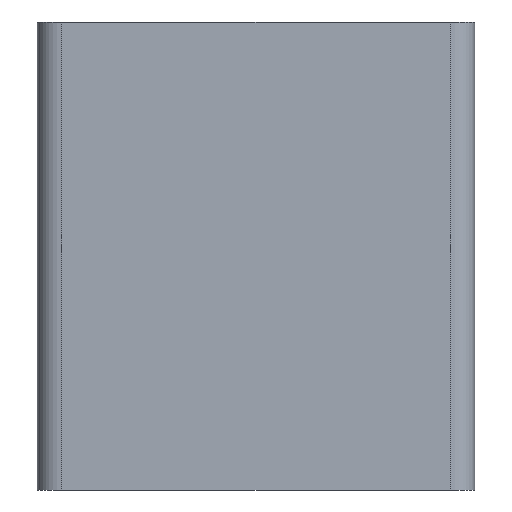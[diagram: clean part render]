
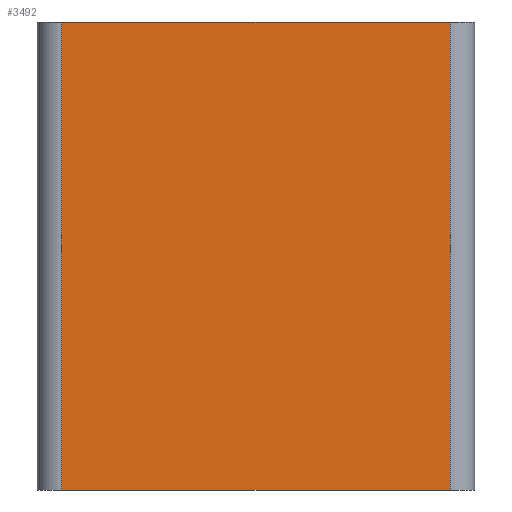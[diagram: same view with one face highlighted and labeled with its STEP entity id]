
A CAD part, left-side view. The second image highlights one B-rep face of the part: STEP entity #3492.
In plain terms, the highlighted planar face has unit normal (-1, 0, 0).
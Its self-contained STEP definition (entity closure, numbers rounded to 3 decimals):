
#18=DIRECTION('',(0.,-1.,0.));
#19=VECTOR('',#18,12.8);
#20=CARTESIAN_POINT('',(-6.75,6.4,-13.65));
#21=LINE('',#20,#19);
#417=DIRECTION('',(0.,0.,-1.));
#418=VECTOR('',#417,15.4);
#419=CARTESIAN_POINT('',(-6.75,6.4,1.75));
#420=LINE('',#419,#418);
#421=DIRECTION('',(0.,0.,-1.));
#422=VECTOR('',#421,15.4);
#423=CARTESIAN_POINT('',(-6.75,-6.4,1.75));
#424=LINE('',#423,#422);
#457=DIRECTION('',(0.,-1.,0.));
#458=VECTOR('',#457,12.8);
#459=CARTESIAN_POINT('',(-6.75,6.4,1.75));
#460=LINE('',#459,#458);
#2565=CARTESIAN_POINT('',(-6.75,6.4,-13.65));
#2567=VERTEX_POINT('',#2565);
#2571=CARTESIAN_POINT('',(-6.75,6.4,1.75));
#2572=VERTEX_POINT('',#2571);
#2582=CARTESIAN_POINT('',(-6.75,-6.4,-13.65));
#2584=VERTEX_POINT('',#2582);
#2585=CARTESIAN_POINT('',(-6.75,-6.4,1.75));
#2586=VERTEX_POINT('',#2585);
#3480=CARTESIAN_POINT('',(-6.75,7.2,-13.65));
#3481=DIRECTION('',(-1.,0.,0.));
#3482=DIRECTION('',(0.,-1.,0.));
#3483=AXIS2_PLACEMENT_3D('',#3480,#3481,#3482);
#3484=PLANE('',#3483);
#3485=ORIENTED_EDGE('',*,*,#3199,.F.);
#3487=ORIENTED_EDGE('',*,*,#3486,.T.);
#3488=ORIENTED_EDGE('',*,*,#3472,.T.);
#3489=ORIENTED_EDGE('',*,*,#3172,.F.);
#3490=EDGE_LOOP('',(#3485,#3487,#3488,#3489));
#3491=FACE_OUTER_BOUND('',#3490,.F.);
#3172=EDGE_CURVE('',#2567,#2584,#21,.T.);
#3199=EDGE_CURVE('',#2572,#2567,#420,.T.);
#3472=EDGE_CURVE('',#2586,#2584,#424,.T.);
#3486=EDGE_CURVE('',#2572,#2586,#460,.T.);
#3492=ADVANCED_FACE('',(#3491),#3484,.T.);
